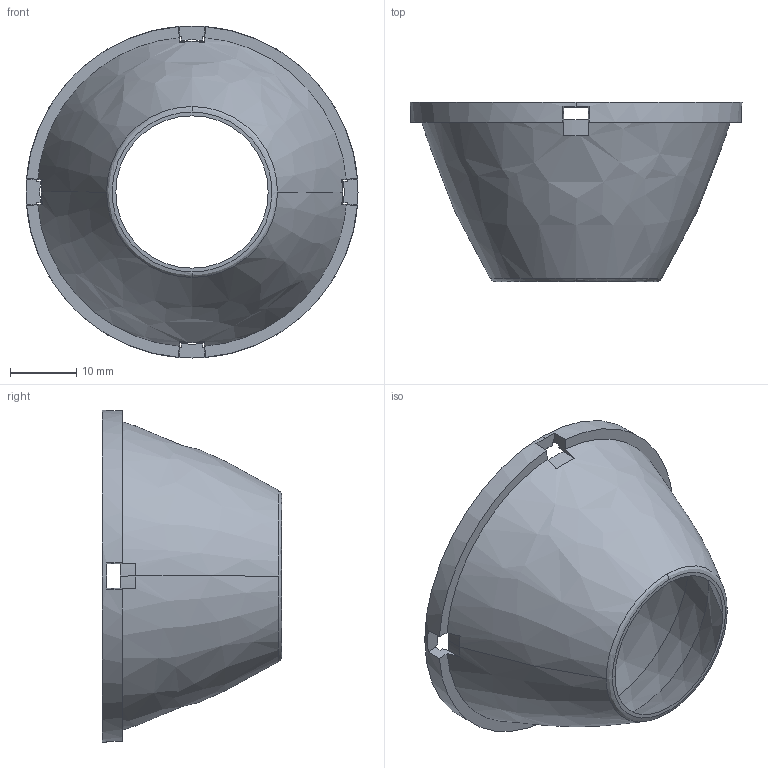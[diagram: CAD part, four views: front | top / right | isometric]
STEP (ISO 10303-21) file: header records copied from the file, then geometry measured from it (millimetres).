
FILE_DESCRIPTION (( 'STEP AP203' ), '1' );
FILE_NAME ('D5036-1205.STEP', '2018-06-25T14:06:35', ( '' ), ( '' ), 'SwSTEP 2.0', 'SolidWorks 2014', '' );
FILE_SCHEMA (( 'CONFIG_CONTROL_DESIGN' ));
Length unit declared in the file: millimetre
Products named in the file (1): D5036-1205
Bounding box: 50 x 27 x 50 mm (x, y, z)
Volume: 3138.3 mm3; surface area: 7502.4 mm2
Topology: 1 solids, 1 shells, 74 faces, 233 edges, 153 vertices
Faces by surface type: plane 30, cone 17, bspline 15, cylinder 12
Entity records: 2927 total; most frequent: CARTESIAN_POINT 903, ORIENTED_EDGE 466, DIRECTION 371, EDGE_CURVE 233, VERTEX_POINT 153, AXIS2_PLACEMENT_3D 147, CIRCLE 87, LINE 77
